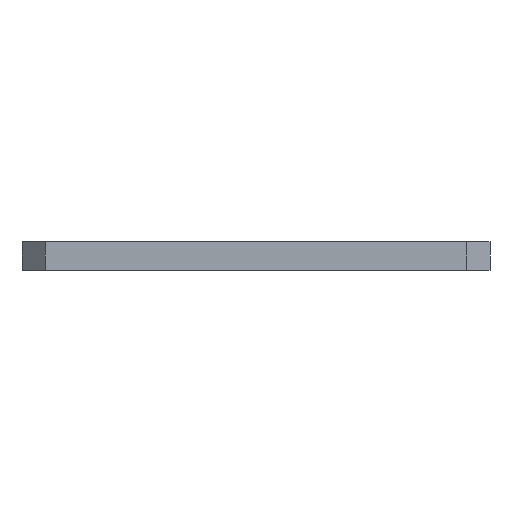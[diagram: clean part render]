
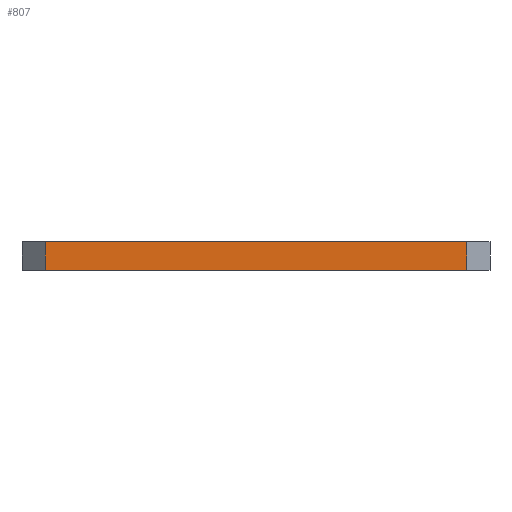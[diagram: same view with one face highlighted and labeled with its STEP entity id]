
A CAD part, left-side view. The second image highlights one B-rep face of the part: STEP entity #807.
In plain terms, the highlighted planar face has unit normal (-1, 0, 0).
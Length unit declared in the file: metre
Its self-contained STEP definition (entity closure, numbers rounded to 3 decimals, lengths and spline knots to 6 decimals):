
#88=ORIENTED_EDGE('',*,*,#296,.F.);
#89=ORIENTED_EDGE('',*,*,#297,.T.);
#90=ORIENTED_EDGE('',*,*,#298,.T.);
#91=ORIENTED_EDGE('',*,*,#299,.T.);
#296=EDGE_CURVE('',#400,#401,#480,.T.);
#297=EDGE_CURVE('',#400,#402,#481,.T.);
#298=EDGE_CURVE('',#402,#403,#482,.T.);
#299=EDGE_CURVE('',#403,#401,#483,.T.);
#400=VERTEX_POINT('',#1217);
#401=VERTEX_POINT('',#1218);
#402=VERTEX_POINT('',#1220);
#403=VERTEX_POINT('',#1222);
#480=LINE('',#1216,#536);
#481=LINE('',#1219,#537);
#482=LINE('',#1221,#538);
#483=LINE('',#1223,#539);
#536=VECTOR('',#969,1.);
#537=VECTOR('',#970,1.);
#538=VECTOR('',#971,1.);
#539=VECTOR('',#972,1.);
#589=EDGE_LOOP('',(#88,#89,#90,#91));
#687=FACE_BOUND('',#589,.T.);
#785=PLANE('',#866);
#807=ADVANCED_FACE('',(#687),#785,.F.);
#866=AXIS2_PLACEMENT_3D('',#1215,#967,#968);
#967=DIRECTION('',(1.,0.,0.));
#968=DIRECTION('',(0.,1.,0.));
#969=DIRECTION('',(0.,-1.,0.));
#970=DIRECTION('',(0.,0.,-1.));
#971=DIRECTION('',(0.,-1.,0.));
#972=DIRECTION('',(0.,0.,1.));
#1215=CARTESIAN_POINT('',(-0.05,0.,0.006));
#1216=CARTESIAN_POINT('',(-0.05,0.,0.006));
#1217=CARTESIAN_POINT('',(-0.05,0.045,0.006));
#1218=CARTESIAN_POINT('',(-0.05,-0.045,0.006));
#1219=CARTESIAN_POINT('',(-0.05,0.045,0.));
#1220=CARTESIAN_POINT('',(-0.05,0.045,0.));
#1221=CARTESIAN_POINT('',(-0.05,0.,0.));
#1222=CARTESIAN_POINT('',(-0.05,-0.045,0.));
#1223=CARTESIAN_POINT('',(-0.05,-0.045,0.006));
